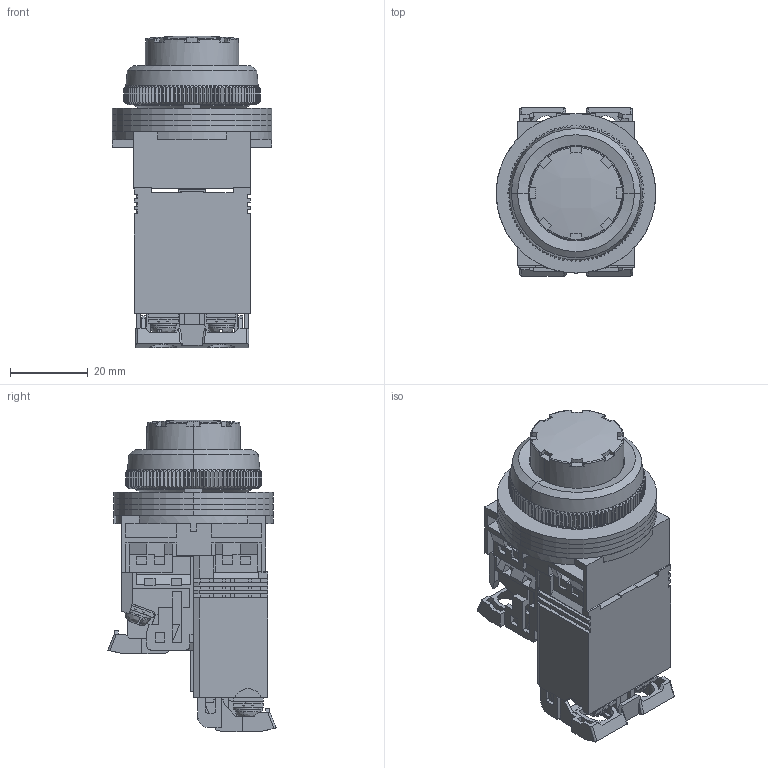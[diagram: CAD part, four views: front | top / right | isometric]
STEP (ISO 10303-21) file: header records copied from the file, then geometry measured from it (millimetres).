
FILE_DESCRIPTION (( 'STEP AP214' ), '1' );
FILE_NAME ('AR30E0L-10L3SZC.step', '2018-02-13T20:03:18', ( '' ), ( '' ), 'SwSTEP 2.0', 'SolidWorks 2017', '' );
FILE_SCHEMA (( 'AUTOMOTIVE_DESIGN' ));
Length unit declared in the file: inch
Products named in the file (1): AR30E0L-10L3SZC
Bounding box: 41 x 43.18 x 80.04 mm (x, y, z)
Volume: 47249.6 mm3; surface area: 41312.6 mm2
Topology: 27 solids, 27 shells, 1960 faces, 5450 edges, 3502 vertices
Faces by surface type: plane 1368, cylinder 339, cone 196, bspline 57
Entity records: 91188 total; most frequent: CARTESIAN_POINT 15988, ORIENTED_EDGE 10900, DIRECTION 9461, EDGE_CURVE 5450, LINE 3771, VECTOR 3771, VERTEX_POINT 3502, AXIS2_PLACEMENT_3D 2845
